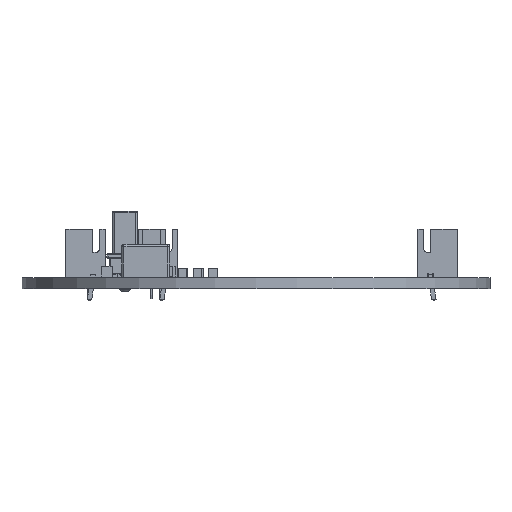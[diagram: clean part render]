
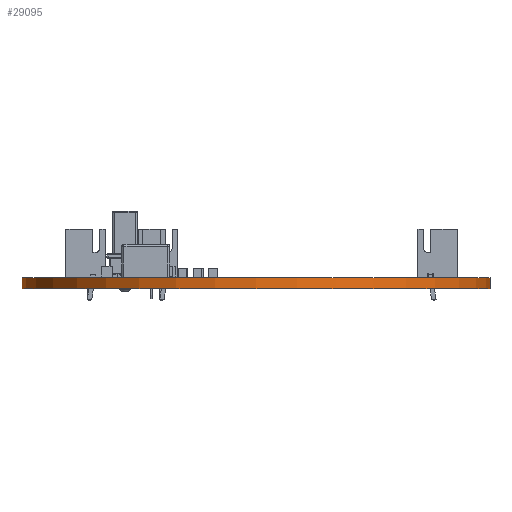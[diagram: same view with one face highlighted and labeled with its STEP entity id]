
A CAD part, front view. The second image highlights one B-rep face of the part: STEP entity #29095.
In plain terms, the highlighted cylindrical face has radius 34 mm (diameter 68 mm), a full revolution.
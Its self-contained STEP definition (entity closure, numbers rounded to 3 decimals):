
#29095 = ADVANCED_FACE('',(#29096),#29123,.T.);
#29096 = FACE_BOUND('',#29097,.F.);
#29097 = EDGE_LOOP('',(#29098,#29108,#29115,#29116));
#29098 = ORIENTED_EDGE('',*,*,#29099,.T.);
#29099 = EDGE_CURVE('',#29100,#29102,#29104,.T.);
#29100 = VERTEX_POINT('',#29101);
#29101 = CARTESIAN_POINT('',(34.,0.,0.));
#29102 = VERTEX_POINT('',#29103);
#29103 = CARTESIAN_POINT('',(34.,0.,1.6));
#29104 = LINE('',#29105,#29106);
#29105 = CARTESIAN_POINT('',(34.,0.,0.));
#29106 = VECTOR('',#29107,1.);
#29107 = DIRECTION('',(0.,0.,1.));
#29108 = ORIENTED_EDGE('',*,*,#29109,.T.);
#29109 = EDGE_CURVE('',#29102,#29102,#29110,.T.);
#29110 = CIRCLE('',#29111,34.);
#29111 = AXIS2_PLACEMENT_3D('',#29112,#29113,#29114);
#29112 = CARTESIAN_POINT('',(0.,0.,1.6));
#29113 = DIRECTION('',(0.,0.,1.));
#29114 = DIRECTION('',(1.,0.,-0.));
#29115 = ORIENTED_EDGE('',*,*,#29099,.F.);
#29116 = ORIENTED_EDGE('',*,*,#29117,.F.);
#29117 = EDGE_CURVE('',#29100,#29100,#29118,.T.);
#29118 = CIRCLE('',#29119,34.);
#29119 = AXIS2_PLACEMENT_3D('',#29120,#29121,#29122);
#29120 = CARTESIAN_POINT('',(0.,-0.,0.));
#29121 = DIRECTION('',(0.,0.,1.));
#29122 = DIRECTION('',(1.,0.,-0.));
#29123 = CYLINDRICAL_SURFACE('',#29124,34.);
#29124 = AXIS2_PLACEMENT_3D('',#29125,#29126,#29127);
#29125 = CARTESIAN_POINT('',(0.,-0.,0.));
#29126 = DIRECTION('',(-0.,-0.,-1.));
#29127 = DIRECTION('',(1.,0.,-0.));
